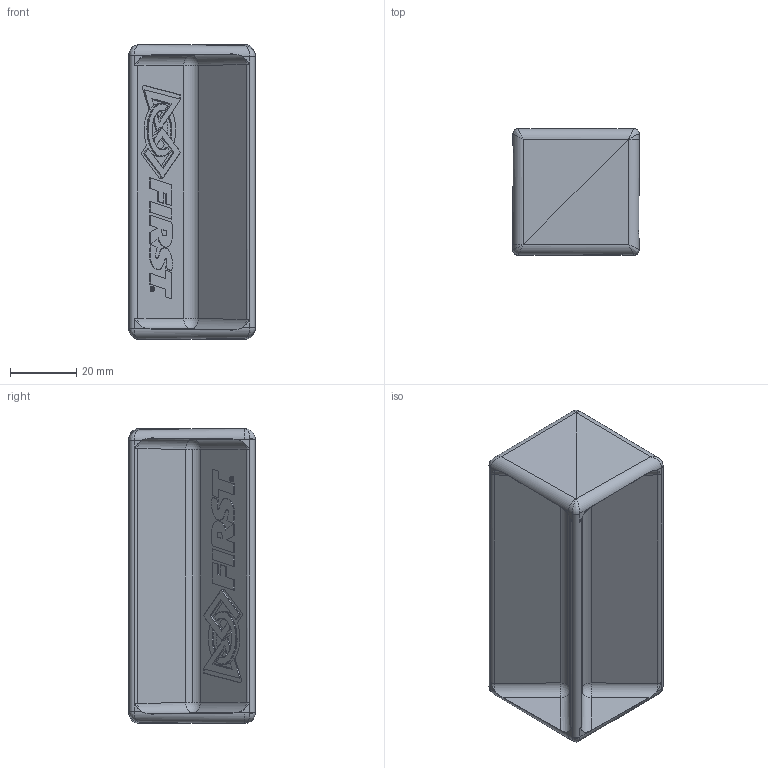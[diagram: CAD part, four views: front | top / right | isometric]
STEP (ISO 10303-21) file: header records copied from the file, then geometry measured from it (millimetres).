
FILE_DESCRIPTION (( 'STEP AP203' ), '1' );
FILE_NAME ('am-5401 Sample.STEP', '2024-09-04T11:47:47', ( '' ), ( '' ), 'SwSTEP 2.0', 'SolidWorks 2024', '' );
FILE_SCHEMA (( 'CONFIG_CONTROL_DESIGN' ));
Length unit declared in the file: inch
Products named in the file (1): am-5401 Sample
Bounding box: 38.1 x 38.1 x 88.96 mm (x, y, z)
Volume: 37618.8 mm3; surface area: 22207.3 mm2
Topology: 1 solids, 1 shells, 1631 faces, 4237 edges, 2668 vertices
Faces by surface type: bspline 838, plane 744, cylinder 41, sphere 8
Entity records: 56160 total; most frequent: CARTESIAN_POINT 22605, ORIENTED_EDGE 8426, EDGE_CURVE 4213, DIRECTION 4169, VERTEX_POINT 2668, LINE 2377, VECTOR 2377, EDGE_LOOP 1715
